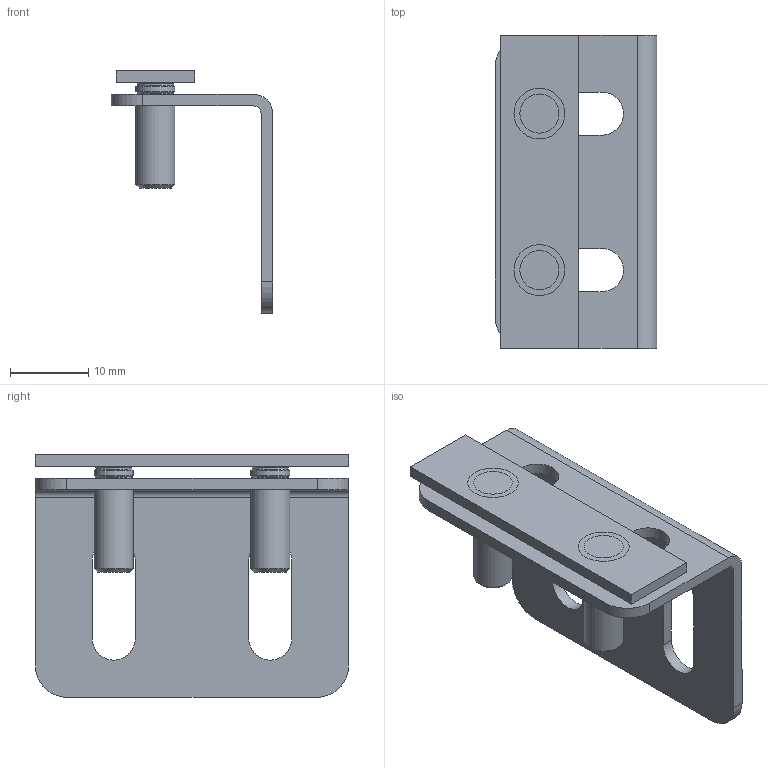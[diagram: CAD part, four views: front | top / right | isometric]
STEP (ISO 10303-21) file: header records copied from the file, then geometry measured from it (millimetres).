
FILE_DESCRIPTION( ( 'Unknown' ), '1' );
FILE_NAME( 'ST 151_fig.stp', 'Unknown', ( 'Unknown' ), ( 'Unknown' ), 'PSStep 17.0.49', 'Unknown', ' ' );
FILE_SCHEMA( ( 'AUTOMOTIVE_DESIGN { 1 0 10303 214 1 1 1 1 }' ) );
Length unit declared in the file: millimetre
Products named in the file (5): Assem1; -oa0
Assembly tree (4 placements, depth 2):
  Assem1
    -oa0
    -oa0
    -oa0
    -oa0
Bounding box: 20.65 x 40 x 31 mm (x, y, z)
Volume: 3470.7 mm3; surface area: 5098 mm2
Topology: 4 solids, 4 shells, 160 faces, 434 edges, 284 vertices
Faces by surface type: plane 100, cylinder 50, cone 10
Full cylindrical faces by diameter (mm): 4.662 x2, 5 x8, 6.5 x2
Entity records: 5041 total; most frequent: DIRECTION 890, CARTESIAN_POINT 857, ORIENTED_EDGE 820, EDGE_CURVE 410, AXIS2_PLACEMENT_3D 315, VERTEX_POINT 282, LINE 260, VECTOR 260
